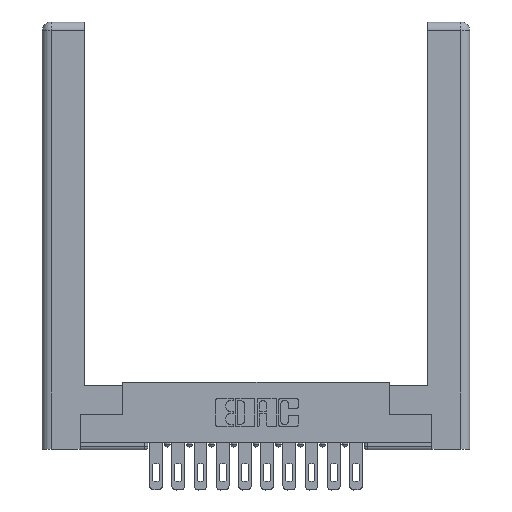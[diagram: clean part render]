
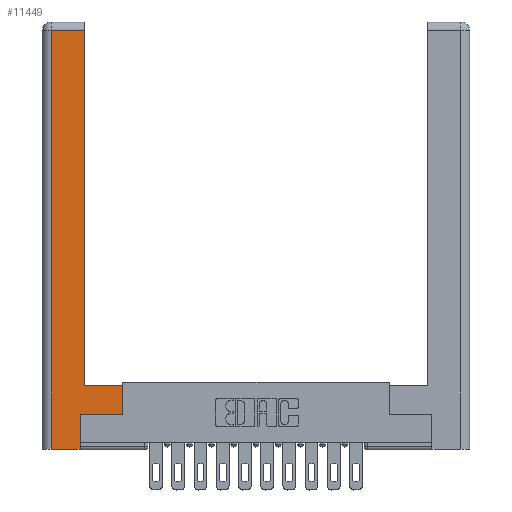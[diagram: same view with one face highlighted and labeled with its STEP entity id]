
A CAD part, top view. The second image highlights one B-rep face of the part: STEP entity #11449.
In plain terms, the highlighted planar face has unit normal (0, 0, 1).
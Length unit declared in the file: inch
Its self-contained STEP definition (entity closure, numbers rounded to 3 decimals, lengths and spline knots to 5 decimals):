
#112 = ORIENTED_EDGE ( 'NONE', *, *, #10089, .T. ) ;
#152 = EDGE_CURVE ( 'NONE', #12665, #10283, #13744, .T. ) ;
#500 = VECTOR ( 'NONE', #1059, 39.37008 ) ;
#578 = CARTESIAN_POINT ( 'NONE',  ( 0.0615, 0., 0. ) ) ;
#764 = CARTESIAN_POINT ( 'NONE',  ( 0.295, 2.94, 0. ) ) ;
#835 = CARTESIAN_POINT ( 'NONE',  ( 0., 0., 0. ) ) ;
#1058 = LINE ( 'NONE', #11913, #13389 ) ;
#1059 = DIRECTION ( 'NONE',  ( 1., 0., 0. ) ) ;
#1093 = DIRECTION ( 'NONE',  ( 0., 1., 0. ) ) ;
#1251 = CARTESIAN_POINT ( 'NONE',  ( 0.565, 0.245, 0. ) ) ;
#1264 = VERTEX_POINT ( 'NONE', #12224 ) ;
#1810 = CARTESIAN_POINT ( 'NONE',  ( 0.0615, 0., 0. ) ) ;
#2228 = DIRECTION ( 'NONE',  ( 0., 0., -1. ) ) ;
#2548 = LINE ( 'NONE', #15404, #500 ) ;
#2930 = DIRECTION ( 'NONE',  ( 0., -1., 0. ) ) ;
#3158 = LINE ( 'NONE', #1810, #5403 ) ;
#3670 = CARTESIAN_POINT ( 'NONE',  ( 0.295, 0.45, 0. ) ) ;
#4087 = CARTESIAN_POINT ( 'NONE',  ( 0.0615, 2.94, 0. ) ) ;
#4200 = CARTESIAN_POINT ( 'NONE',  ( 0.265, 0., 0. ) ) ;
#4622 = VERTEX_POINT ( 'NONE', #7037 ) ;
#4778 = EDGE_LOOP ( 'NONE', ( #10678, #14540, #5207, #6177, #4800, #112, #8009, #14440 ) ) ;
#4794 = AXIS2_PLACEMENT_3D ( 'NONE', #835, #2228, #11657 ) ;
#4800 = ORIENTED_EDGE ( 'NONE', *, *, #6159, .T. ) ;
#5049 = FACE_OUTER_BOUND ( 'NONE', #4778, .T. ) ;
#5207 = ORIENTED_EDGE ( 'NONE', *, *, #6353, .T. ) ;
#5366 = CARTESIAN_POINT ( 'NONE',  ( 0.295, 0.45, 0. ) ) ;
#5403 = VECTOR ( 'NONE', #2930, 39.37008 ) ;
#6069 = DIRECTION ( 'NONE',  ( 1., 0., 0. ) ) ;
#6159 = EDGE_CURVE ( 'NONE', #14932, #1264, #9840, .T. ) ;
#6177 = ORIENTED_EDGE ( 'NONE', *, *, #7214, .T. ) ;
#6353 = EDGE_CURVE ( 'NONE', #11423, #11369, #3158, .T. ) ;
#6645 = EDGE_CURVE ( 'NONE', #8052, #12665, #7047, .T. ) ;
#6648 = EDGE_CURVE ( 'NONE', #4622, #8052, #1058, .T. ) ;
#7037 = CARTESIAN_POINT ( 'NONE',  ( 0.565, 0.245, 0. ) ) ;
#7047 = LINE ( 'NONE', #3670, #14133 ) ;
#7072 = VECTOR ( 'NONE', #13243, 39.37008 ) ;
#7214 = EDGE_CURVE ( 'NONE', #11369, #14932, #2548, .T. ) ;
#8009 = ORIENTED_EDGE ( 'NONE', *, *, #6648, .T. ) ;
#8052 = VERTEX_POINT ( 'NONE', #14887 ) ;
#8054 = LINE ( 'NONE', #1251, #15167 ) ;
#8495 = VECTOR ( 'NONE', #1093, 39.37008 ) ;
#8990 = EDGE_CURVE ( 'NONE', #10283, #11423, #12406, .T. ) ;
#9656 = DIRECTION ( 'NONE',  ( -1., 0., 0. ) ) ;
#9840 = LINE ( 'NONE', #15387, #7072 ) ;
#10089 = EDGE_CURVE ( 'NONE', #1264, #4622, #8054, .T. ) ;
#10283 = VERTEX_POINT ( 'NONE', #764 ) ;
#10678 = ORIENTED_EDGE ( 'NONE', *, *, #152, .T. ) ;
#10852 = DIRECTION ( 'NONE',  ( 0., 1., 0. ) ) ;
#11369 = VERTEX_POINT ( 'NONE', #578 ) ;
#11423 = VERTEX_POINT ( 'NONE', #14135 ) ;
#11449 = ADVANCED_FACE ( 'NONE', ( #5049 ), #11499, .F. ) ;
#11499 = PLANE ( 'NONE',  #4794 ) ;
#11657 = DIRECTION ( 'NONE',  ( -1., 0., 0. ) ) ;
#11833 = CARTESIAN_POINT ( 'NONE',  ( 0.295, 3., 0. ) ) ;
#11913 = CARTESIAN_POINT ( 'NONE',  ( 0.565, 0.45, 0. ) ) ;
#12224 = CARTESIAN_POINT ( 'NONE',  ( 0.265, 0.245, 0. ) ) ;
#12406 = LINE ( 'NONE', #4087, #14830 ) ;
#12665 = VERTEX_POINT ( 'NONE', #5366 ) ;
#13243 = DIRECTION ( 'NONE',  ( 0., 1., 0. ) ) ;
#13389 = VECTOR ( 'NONE', #10852, 39.37008 ) ;
#13505 = DIRECTION ( 'NONE',  ( -1., 0., 0. ) ) ;
#13744 = LINE ( 'NONE', #11833, #8495 ) ;
#14133 = VECTOR ( 'NONE', #9656, 39.37008 ) ;
#14135 = CARTESIAN_POINT ( 'NONE',  ( 0.0615, 2.94, 0. ) ) ;
#14440 = ORIENTED_EDGE ( 'NONE', *, *, #6645, .T. ) ;
#14540 = ORIENTED_EDGE ( 'NONE', *, *, #8990, .T. ) ;
#14830 = VECTOR ( 'NONE', #13505, 39.37008 ) ;
#14887 = CARTESIAN_POINT ( 'NONE',  ( 0.565, 0.45, 0. ) ) ;
#14932 = VERTEX_POINT ( 'NONE', #4200 ) ;
#15167 = VECTOR ( 'NONE', #6069, 39.37008 ) ;
#15387 = CARTESIAN_POINT ( 'NONE',  ( 0.265, 0.245, 0. ) ) ;
#15404 = CARTESIAN_POINT ( 'NONE',  ( 0.265, 0., 0. ) ) ;
